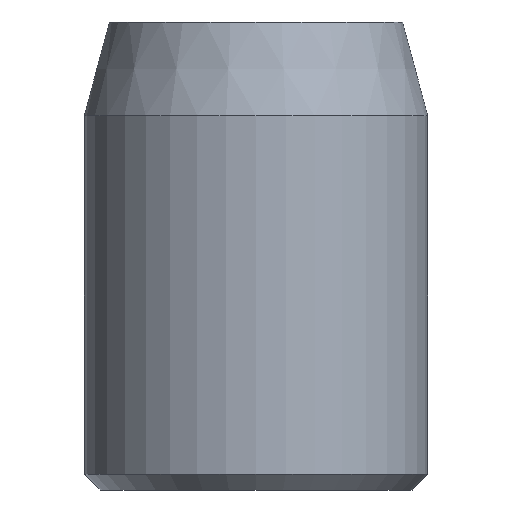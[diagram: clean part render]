
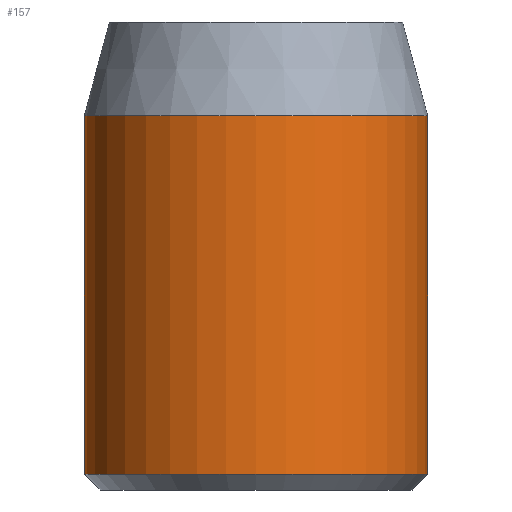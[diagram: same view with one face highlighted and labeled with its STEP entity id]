
A CAD part, front view. The second image highlights one B-rep face of the part: STEP entity #157.
In plain terms, the highlighted cylindrical face has radius 5.5 mm (diameter 11 mm), a full revolution.
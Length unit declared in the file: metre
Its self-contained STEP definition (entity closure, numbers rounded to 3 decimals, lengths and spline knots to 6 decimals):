
#157=ADVANCED_FACE('',(#173,#174),#175,.T.);
#173=FACE_OUTER_BOUND('',#192,.T.);
#174=FACE_OUTER_BOUND('',#193,.T.);
#175=CYLINDRICAL_SURFACE('',#194,0.0055);
#192=EDGE_LOOP('',(#218));
#193=EDGE_LOOP('',(#219));
#194=AXIS2_PLACEMENT_3D('',#220,#221,#222);
#218=ORIENTED_EDGE('',*,*,#233,.T.);
#219=ORIENTED_EDGE('',*,*,#232,.F.);
#220=CARTESIAN_POINT('',(0.0,0.0,0.0));
#221=DIRECTION('',(0.0,0.,-1.0));
#222=DIRECTION('',(0.0,1.0,0.));
#232=EDGE_CURVE('',#242,#242,#243,.T.);
#233=EDGE_CURVE('',#244,#244,#245,.T.);
#242=VERTEX_POINT('',#254);
#243=CIRCLE('',#255,0.0055);
#244=VERTEX_POINT('',#256);
#245=CIRCLE('',#257,0.0055);
#254=CARTESIAN_POINT('',(0.0055,0.0,0.0005));
#255=AXIS2_PLACEMENT_3D('',#270,#271,#272);
#256=CARTESIAN_POINT('',(0.0055,0.0,0.012));
#257=AXIS2_PLACEMENT_3D('',#273,#274,#275);
#270=CARTESIAN_POINT('',(0.0,0.0,0.0005));
#271=DIRECTION('',(0.0,0.,-1.0));
#272=DIRECTION('',(0.0,1.0,0.));
#273=CARTESIAN_POINT('',(0.0,0.0,0.012));
#274=DIRECTION('',(0.0,0.,-1.0));
#275=DIRECTION('',(0.0,1.0,0.));
